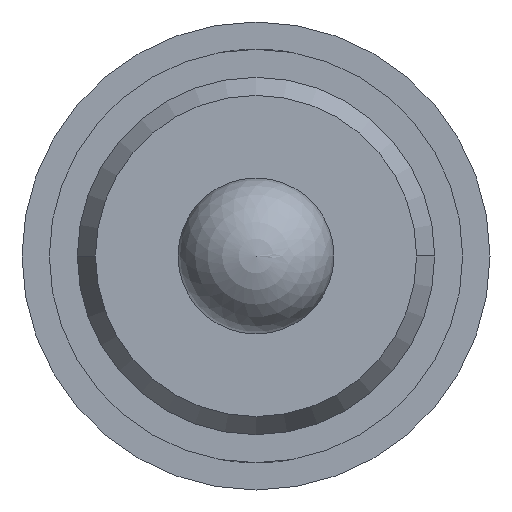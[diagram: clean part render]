
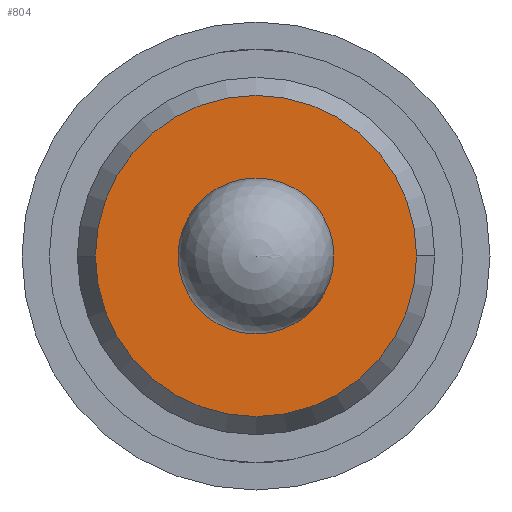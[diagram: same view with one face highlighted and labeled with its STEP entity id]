
A CAD part, front view. The second image highlights one B-rep face of the part: STEP entity #804.
In plain terms, the highlighted planar face has unit normal (0, -1, 0).
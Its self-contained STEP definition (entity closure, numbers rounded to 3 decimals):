
#544 = CIRCLE ( 'NONE', #2279, 0.5 ) ;
#692 = CIRCLE ( 'NONE', #5656, 0.5 ) ;
#740 = DIRECTION ( 'NONE',  ( 0., 1., 0. ) ) ;
#742 = DIRECTION ( 'NONE',  ( 0., 1., 0. ) ) ;
#804 = ADVANCED_FACE ( 'Defeature ausgef�hrt1_49', ( #5241, #1893 ), #980, .T. ) ;
#980 = PLANE ( 'NONE',  #4976 ) ;
#1021 = CARTESIAN_POINT ( 'NONE',  ( -1.145, -28.6, 0. ) ) ;
#1195 = DIRECTION ( 'NONE',  ( 0., 0., -1. ) ) ;
#1203 = DIRECTION ( 'NONE',  ( 0., -1., 0. ) ) ;
#1216 = CARTESIAN_POINT ( 'NONE',  ( 0., -28.6, 0. ) ) ;
#1275 = CARTESIAN_POINT ( 'NONE',  ( 0., -28.6, 0. ) ) ;
#1283 = AXIS2_PLACEMENT_3D ( 'NONE', #5105, #3774, #2374 ) ;
#1778 = ORIENTED_EDGE ( 'NONE', *, *, #2995, .T. ) ;
#1893 = FACE_OUTER_BOUND ( 'NONE', #3610, .T. ) ;
#1962 = AXIS2_PLACEMENT_3D ( 'NONE', #3913, #1203, #3409 ) ;
#2138 = VERTEX_POINT ( 'NONE', #4358 ) ;
#2279 = AXIS2_PLACEMENT_3D ( 'NONE', #1275, #740, #4384 ) ;
#2374 = DIRECTION ( 'NONE',  ( 1., 0., 0. ) ) ;
#2621 = CARTESIAN_POINT ( 'NONE',  ( 1.03, -28.6, 0. ) ) ;
#2700 = ORIENTED_EDGE ( 'NONE', *, *, #2721, .T. ) ;
#2721 = EDGE_CURVE ( 'Defeature ausgef�hrt1_49+Defeature ausgef�hrt1_53+Defeature ausgef�hrt1_53+Defeature ausgef�hrt1_53', #5330, #2138, #692, .T. ) ;
#2827 = ORIENTED_EDGE ( 'NONE', *, *, #4955, .T. ) ;
#2995 = EDGE_CURVE ( 'Defeature ausgef�hrt1_49+Defeature ausgef�hrt1_53+Defeature ausgef�hrt1_53+Defeature ausgef�hrt1_53', #2138, #5330, #544, .T. ) ;
#3034 = VERTEX_POINT ( 'NONE', #2621 ) ;
#3332 = ORIENTED_EDGE ( 'NONE', *, *, #4366, .T. ) ;
#3409 = DIRECTION ( 'NONE',  ( 1., 0., 0. ) ) ;
#3610 = EDGE_LOOP ( 'NONE', ( #2827, #3332 ) ) ;
#3709 = DIRECTION ( 'NONE',  ( 0., -1., 0. ) ) ;
#3774 = DIRECTION ( 'NONE',  ( 0., -1., 0. ) ) ;
#3913 = CARTESIAN_POINT ( 'NONE',  ( 0., -28.6, 0. ) ) ;
#4358 = CARTESIAN_POINT ( 'NONE',  ( 0., -28.6, 0.5 ) ) ;
#4366 = EDGE_CURVE ( 'Defeature ausgef�hrt1_49+Defeature ausgef�hrt1_51+Defeature ausgef�hrt1_51+Defeature ausgef�hrt1_51', #3034, #4416, #5871, .T. ) ;
#4384 = DIRECTION ( 'NONE',  ( 0., 0., -1. ) ) ;
#4416 = VERTEX_POINT ( 'NONE', #4850 ) ;
#4552 = CIRCLE ( 'NONE', #1283, 1.03 ) ;
#4595 = DIRECTION ( 'NONE',  ( 1., 0., 0. ) ) ;
#4730 = EDGE_LOOP ( 'NONE', ( #1778, #2700 ) ) ;
#4850 = CARTESIAN_POINT ( 'NONE',  ( -1.03, -28.6, 0. ) ) ;
#4955 = EDGE_CURVE ( 'Defeature ausgef�hrt1_49+Defeature ausgef�hrt1_51+Defeature ausgef�hrt1_51+Defeature ausgef�hrt1_51', #4416, #3034, #4552, .T. ) ;
#4976 = AXIS2_PLACEMENT_3D ( 'NONE', #1021, #3709, #4595 ) ;
#5105 = CARTESIAN_POINT ( 'NONE',  ( 0., -28.6, 0. ) ) ;
#5241 = FACE_BOUND ( 'NONE', #4730, .T. ) ;
#5330 = VERTEX_POINT ( 'NONE', #5440 ) ;
#5440 = CARTESIAN_POINT ( 'NONE',  ( 0., -28.6, -0.5 ) ) ;
#5656 = AXIS2_PLACEMENT_3D ( 'NONE', #1216, #742, #1195 ) ;
#5871 = CIRCLE ( 'NONE', #1962, 1.03 ) ;
